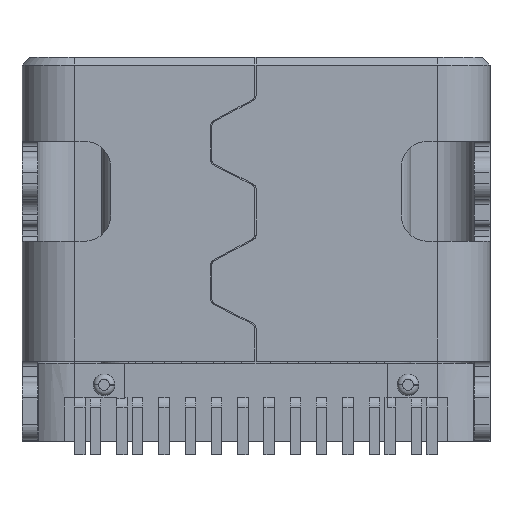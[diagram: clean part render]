
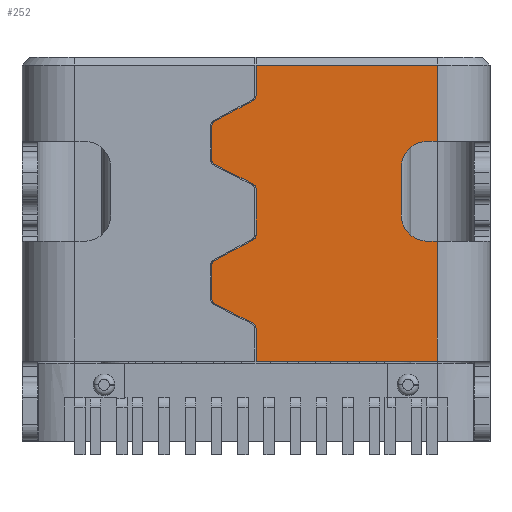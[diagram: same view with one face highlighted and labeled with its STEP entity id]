
A CAD part, front view. The second image highlights one B-rep face of the part: STEP entity #252.
In plain terms, the highlighted planar face has unit normal (0, -1, 0).
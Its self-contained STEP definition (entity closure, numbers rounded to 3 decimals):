
#252=ADVANCED_FACE('',(#785),#786,.T.);
#785=FACE_OUTER_BOUND('',#1592,.T.);
#786=PLANE('',#1593);
#1592=EDGE_LOOP('',(#3252,#3253,#3254,#3255,#3256,#3257,#3258,#3259,#3260,#3261,#3262,#3263,#3264,#3265,#3266,#3267,#3268,#3269,#3270,#3271,#3272,#3273,#3274,#3275,#3276,#3277));
#1593=AXIS2_PLACEMENT_3D('',#3278,#3279,#3280);
#3252=ORIENTED_EDGE('',*,*,#5907,.T.);
#3253=ORIENTED_EDGE('',*,*,#5908,.T.);
#3254=ORIENTED_EDGE('',*,*,#5909,.F.);
#3255=ORIENTED_EDGE('',*,*,#5910,.T.);
#3256=ORIENTED_EDGE('',*,*,#5911,.F.);
#3257=ORIENTED_EDGE('',*,*,#5912,.T.);
#3258=ORIENTED_EDGE('',*,*,#5913,.F.);
#3259=ORIENTED_EDGE('',*,*,#5914,.T.);
#3260=ORIENTED_EDGE('',*,*,#5915,.F.);
#3261=ORIENTED_EDGE('',*,*,#5916,.T.);
#3262=ORIENTED_EDGE('',*,*,#5917,.F.);
#3263=ORIENTED_EDGE('',*,*,#5918,.T.);
#3264=ORIENTED_EDGE('',*,*,#5919,.F.);
#3265=ORIENTED_EDGE('',*,*,#5920,.T.);
#3266=ORIENTED_EDGE('',*,*,#5921,.F.);
#3267=ORIENTED_EDGE('',*,*,#5922,.T.);
#3268=ORIENTED_EDGE('',*,*,#5923,.F.);
#3269=ORIENTED_EDGE('',*,*,#5876,.T.);
#3270=ORIENTED_EDGE('',*,*,#5860,.F.);
#3271=ORIENTED_EDGE('',*,*,#5924,.F.);
#3272=ORIENTED_EDGE('',*,*,#5925,.T.);
#3273=ORIENTED_EDGE('',*,*,#5926,.F.);
#3274=ORIENTED_EDGE('',*,*,#5927,.T.);
#3275=ORIENTED_EDGE('',*,*,#5928,.T.);
#3276=ORIENTED_EDGE('',*,*,#5862,.F.);
#3277=ORIENTED_EDGE('',*,*,#5929,.F.);
#3278=CARTESIAN_POINT('',(-3.45,-1.6,0.0));
#3279=DIRECTION('',(0.0,-1.0,0.0));
#3280=DIRECTION('',(0.0,0.0,-1.0));
#5860=EDGE_CURVE('',#7204,#7206,#7207,.T.);
#5862=EDGE_CURVE('',#7201,#7209,#7210,.T.);
#5876=EDGE_CURVE('',#7236,#7206,#7237,.T.);
#5907=EDGE_CURVE('',#7294,#7295,#7296,.T.);
#5908=EDGE_CURVE('',#7295,#7297,#7298,.T.);
#5909=EDGE_CURVE('',#7299,#7297,#7300,.T.);
#5910=EDGE_CURVE('',#7299,#7301,#7302,.T.);
#5911=EDGE_CURVE('',#7303,#7301,#7304,.T.);
#5912=EDGE_CURVE('',#7303,#7305,#7306,.T.);
#5913=EDGE_CURVE('',#7307,#7305,#7308,.T.);
#5914=EDGE_CURVE('',#7307,#7309,#7310,.T.);
#5915=EDGE_CURVE('',#7311,#7309,#7312,.T.);
#5916=EDGE_CURVE('',#7311,#7313,#7314,.T.);
#5917=EDGE_CURVE('',#7315,#7313,#7316,.T.);
#5918=EDGE_CURVE('',#7315,#7317,#7318,.T.);
#5919=EDGE_CURVE('',#7319,#7317,#7320,.T.);
#5920=EDGE_CURVE('',#7319,#7321,#7322,.T.);
#5921=EDGE_CURVE('',#7323,#7321,#7324,.T.);
#5922=EDGE_CURVE('',#7323,#7325,#7326,.T.);
#5923=EDGE_CURVE('',#7236,#7325,#7327,.T.);
#5924=EDGE_CURVE('',#7328,#7204,#7329,.T.);
#5925=EDGE_CURVE('',#7328,#7330,#7331,.T.);
#5926=EDGE_CURVE('',#7332,#7330,#7333,.T.);
#5927=EDGE_CURVE('',#7332,#7334,#7335,.T.);
#5928=EDGE_CURVE('',#7334,#7209,#7336,.T.);
#5929=EDGE_CURVE('',#7294,#7201,#7337,.T.);
#7201=VERTEX_POINT('',#9213);
#7204=VERTEX_POINT('',#9217);
#7206=VERTEX_POINT('',#9219);
#7207=LINE('',#9220,#9221);
#7209=VERTEX_POINT('',#9223);
#7210=LINE('',#9224,#9225);
#7236=VERTEX_POINT('',#9260);
#7237=LINE('',#9261,#9262);
#7294=VERTEX_POINT('',#9338);
#7295=VERTEX_POINT('',#9339);
#7296=LINE('',#9340,#9341);
#7297=VERTEX_POINT('',#9342);
#7298=CIRCLE('',#9343,0.1);
#7299=VERTEX_POINT('',#9344);
#7300=LINE('',#9345,#9346);
#7301=VERTEX_POINT('',#9347);
#7302=CIRCLE('',#9348,0.1);
#7303=VERTEX_POINT('',#9349);
#7304=LINE('',#9350,#9351);
#7305=VERTEX_POINT('',#9352);
#7306=CIRCLE('',#9353,0.1);
#7307=VERTEX_POINT('',#9354);
#7308=LINE('',#9355,#9356);
#7309=VERTEX_POINT('',#9357);
#7310=CIRCLE('',#9358,0.1);
#7311=VERTEX_POINT('',#9359);
#7312=LINE('',#9360,#9361);
#7313=VERTEX_POINT('',#9362);
#7314=CIRCLE('',#9363,0.1);
#7315=VERTEX_POINT('',#9364);
#7316=LINE('',#9365,#9366);
#7317=VERTEX_POINT('',#9367);
#7318=CIRCLE('',#9368,0.1);
#7319=VERTEX_POINT('',#9369);
#7320=LINE('',#9370,#9371);
#7321=VERTEX_POINT('',#9372);
#7322=CIRCLE('',#9373,0.1);
#7323=VERTEX_POINT('',#9374);
#7324=LINE('',#9375,#9376);
#7325=VERTEX_POINT('',#9377);
#7326=CIRCLE('',#9378,0.1);
#7327=LINE('',#9379,#9380);
#7328=VERTEX_POINT('',#9381);
#7329=LINE('',#9382,#9383);
#7330=VERTEX_POINT('',#9384);
#7331=CIRCLE('',#9385,0.5);
#7332=VERTEX_POINT('',#9386);
#7333=LINE('',#9387,#9388);
#7334=VERTEX_POINT('',#9389);
#7335=CIRCLE('',#9390,0.5);
#7336=LINE('',#9391,#9392);
#7337=LINE('',#9393,#9394);
#9213=CARTESIAN_POINT('',(3.45,-1.6,-0.2));
#9217=CARTESIAN_POINT('',(3.45,-1.6,-3.55));
#9219=CARTESIAN_POINT('',(3.45,-1.6,-5.83));
#9220=CARTESIAN_POINT('',(3.45,-1.6,-3.55));
#9221=VECTOR('',#11355,2.28);
#9223=CARTESIAN_POINT('',(3.45,-1.6,-1.65));
#9224=CARTESIAN_POINT('',(3.45,-1.6,-0.2));
#9225=VECTOR('',#11359,1.45);
#9260=CARTESIAN_POINT('',(0.0,-1.6,-5.83));
#9261=CARTESIAN_POINT('',(0.0,-1.6,-5.83));
#9262=VECTOR('',#11381,3.45);
#9338=CARTESIAN_POINT('',(0.0,-1.6,-0.2));
#9339=CARTESIAN_POINT('',(0.0,-1.6,-0.784));
#9340=CARTESIAN_POINT('',(0.0,-1.6,-0.2));
#9341=VECTOR('',#11434,0.584);
#9342=CARTESIAN_POINT('',(-0.052,-1.6,-0.871));
#9343=AXIS2_PLACEMENT_3D('',#11435,#11436,#11437);
#9344=CARTESIAN_POINT('',(-0.788,-1.6,-1.27));
#9345=CARTESIAN_POINT('',(-0.788,-1.6,-1.27));
#9346=VECTOR('',#11438,0.837);
#9347=CARTESIAN_POINT('',(-0.84,-1.6,-1.358));
#9348=AXIS2_PLACEMENT_3D('',#11439,#11440,#11441);
#9349=CARTESIAN_POINT('',(-0.84,-1.6,-1.998));
#9350=CARTESIAN_POINT('',(-0.84,-1.6,-1.998));
#9351=VECTOR('',#11442,0.639);
#9352=CARTESIAN_POINT('',(-0.786,-1.6,-2.087));
#9353=AXIS2_PLACEMENT_3D('',#11443,#11444,#11445);
#9354=CARTESIAN_POINT('',(-0.054,-1.6,-2.463));
#9355=CARTESIAN_POINT('',(-0.054,-1.6,-2.463));
#9356=VECTOR('',#11446,0.823);
#9357=CARTESIAN_POINT('',(0.0,-1.6,-2.552));
#9358=AXIS2_PLACEMENT_3D('',#11447,#11448,#11449);
#9359=CARTESIAN_POINT('',(0.0,-1.6,-3.433));
#9360=CARTESIAN_POINT('',(0.0,-1.6,-3.433));
#9361=VECTOR('',#11450,0.881);
#9362=CARTESIAN_POINT('',(-0.052,-1.6,-3.52));
#9363=AXIS2_PLACEMENT_3D('',#11451,#11452,#11453);
#9364=CARTESIAN_POINT('',(-0.788,-1.6,-3.919));
#9365=CARTESIAN_POINT('',(-0.788,-1.6,-3.919));
#9366=VECTOR('',#11454,0.837);
#9367=CARTESIAN_POINT('',(-0.84,-1.6,-4.007));
#9368=AXIS2_PLACEMENT_3D('',#11455,#11456,#11457);
#9369=CARTESIAN_POINT('',(-0.84,-1.6,-4.647));
#9370=CARTESIAN_POINT('',(-0.84,-1.6,-4.647));
#9371=VECTOR('',#11458,0.639);
#9372=CARTESIAN_POINT('',(-0.786,-1.6,-4.736));
#9373=AXIS2_PLACEMENT_3D('',#11459,#11460,#11461);
#9374=CARTESIAN_POINT('',(-0.054,-1.6,-5.112));
#9375=CARTESIAN_POINT('',(-0.054,-1.6,-5.112));
#9376=VECTOR('',#11462,0.823);
#9377=CARTESIAN_POINT('',(0.0,-1.6,-5.201));
#9378=AXIS2_PLACEMENT_3D('',#11463,#11464,#11465);
#9379=CARTESIAN_POINT('',(0.0,-1.6,-5.83));
#9380=VECTOR('',#11466,0.629);
#9381=CARTESIAN_POINT('',(3.261,-1.6,-3.55));
#9382=CARTESIAN_POINT('',(3.261,-1.6,-3.55));
#9383=VECTOR('',#11467,0.189);
#9384=CARTESIAN_POINT('',(2.761,-1.6,-3.05));
#9385=AXIS2_PLACEMENT_3D('',#11468,#11469,#11470);
#9386=CARTESIAN_POINT('',(2.761,-1.6,-2.15));
#9387=CARTESIAN_POINT('',(2.761,-1.6,-2.15));
#9388=VECTOR('',#11471,0.9);
#9389=CARTESIAN_POINT('',(3.261,-1.6,-1.65));
#9390=AXIS2_PLACEMENT_3D('',#11472,#11473,#11474);
#9391=CARTESIAN_POINT('',(3.261,-1.6,-1.65));
#9392=VECTOR('',#11475,0.189);
#9393=CARTESIAN_POINT('',(0.0,-1.6,-0.2));
#9394=VECTOR('',#11476,3.45);
#11355=DIRECTION('',(0.0,0.0,-1.0));
#11359=DIRECTION('',(0.,0.,-1.0));
#11381=DIRECTION('',(1.0,0.0,0.0));
#11434=DIRECTION('',(0.0,0.0,-1.0));
#11435=CARTESIAN_POINT('',(-0.1,-1.6,-0.784));
#11436=DIRECTION('',(-0.0,1.0,0.0));
#11437=DIRECTION('',(1.0,0.0,0.0));
#11438=DIRECTION('',(0.879,0.0,0.477));
#11439=CARTESIAN_POINT('',(-0.74,-1.6,-1.358));
#11440=DIRECTION('',(0.0,-1.0,0.0));
#11441=DIRECTION('',(-0.477,0.0,0.879));
#11442=DIRECTION('',(0.0,0.0,1.0));
#11443=CARTESIAN_POINT('',(-0.74,-1.6,-1.998));
#11444=DIRECTION('',(0.0,-1.0,0.0));
#11445=DIRECTION('',(-1.0,0.0,0.0));
#11446=DIRECTION('',(-0.889,0.0,0.458));
#11447=CARTESIAN_POINT('',(-0.1,-1.6,-2.552));
#11448=DIRECTION('',(-0.0,1.0,0.0));
#11449=DIRECTION('',(0.458,0.0,0.889));
#11450=DIRECTION('',(0.0,0.0,1.0));
#11451=CARTESIAN_POINT('',(-0.1,-1.6,-3.433));
#11452=DIRECTION('',(-0.0,1.0,0.0));
#11453=DIRECTION('',(1.0,0.0,0.0));
#11454=DIRECTION('',(0.879,0.0,0.477));
#11455=CARTESIAN_POINT('',(-0.74,-1.6,-4.007));
#11456=DIRECTION('',(0.0,-1.0,0.0));
#11457=DIRECTION('',(-0.477,0.0,0.879));
#11458=DIRECTION('',(0.0,0.0,1.0));
#11459=CARTESIAN_POINT('',(-0.74,-1.6,-4.647));
#11460=DIRECTION('',(0.0,-1.0,0.0));
#11461=DIRECTION('',(-1.0,0.0,0.0));
#11462=DIRECTION('',(-0.889,0.0,0.458));
#11463=CARTESIAN_POINT('',(-0.1,-1.6,-5.201));
#11464=DIRECTION('',(-0.0,1.0,0.0));
#11465=DIRECTION('',(0.458,0.0,0.889));
#11466=DIRECTION('',(0.0,0.0,1.0));
#11467=DIRECTION('',(1.0,0.0,0.0));
#11468=CARTESIAN_POINT('',(3.261,-1.6,-3.05));
#11469=DIRECTION('',(0.0,1.0,0.0));
#11470=DIRECTION('',(0.0,0.0,-1.0));
#11471=DIRECTION('',(0.0,0.0,-1.0));
#11472=CARTESIAN_POINT('',(3.261,-1.6,-2.15));
#11473=DIRECTION('',(0.0,1.0,0.0));
#11474=DIRECTION('',(-1.0,0.0,0.0));
#11475=DIRECTION('',(1.0,0.0,0.0));
#11476=DIRECTION('',(1.0,0.,0.));
